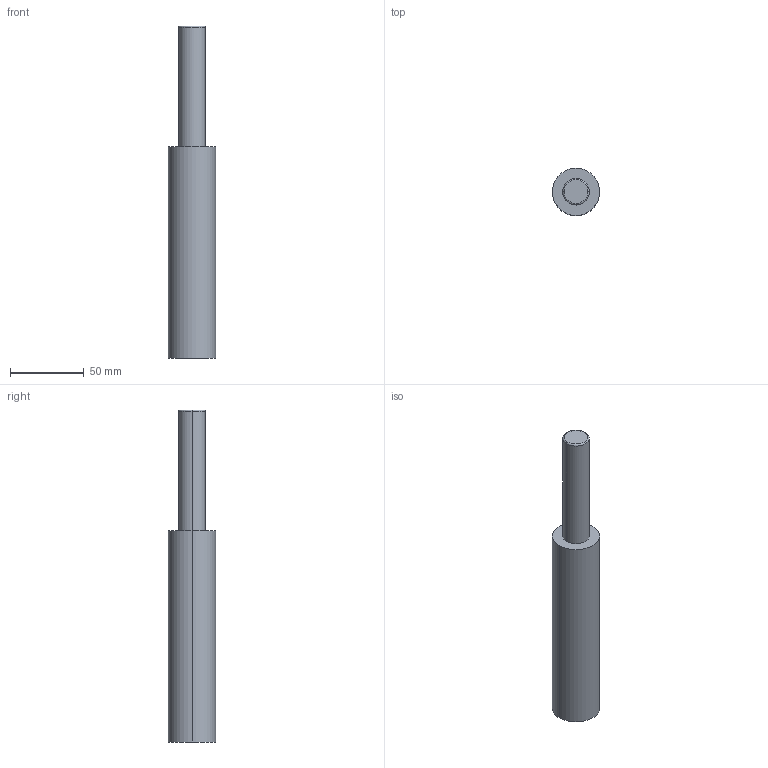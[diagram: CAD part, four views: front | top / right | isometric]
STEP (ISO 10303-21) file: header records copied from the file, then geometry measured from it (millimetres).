
FILE_DESCRIPTION (( 'STEP AP203' ), '1' );
FILE_NAME ('OL 00500_080.step', '2018-11-28T21:12:54', ( '' ), ( '' ), 'SwSTEP 2.0', 'SolidWorks 2016', '' );
FILE_SCHEMA (( 'CONFIG_CONTROL_DESIGN' ));
Length unit declared in the file: millimetre
Products named in the file (1): OL 00500_080
Bounding box: 32 x 32 x 225 mm (x, y, z)
Volume: 135557.8 mm3; surface area: 20873.8 mm2
Topology: 1 solids, 1 shells, 31 faces, 68 edges, 40 vertices
Faces by surface type: plane 11, cylinder 10, cone 8, torus 2
Entity records: 899 total; most frequent: DIRECTION 156, CARTESIAN_POINT 136, ORIENTED_EDGE 128, EDGE_CURVE 64, AXIS2_PLACEMENT_3D 60, VERTEX_POINT 40, VECTOR 36, EDGE_LOOP 36
